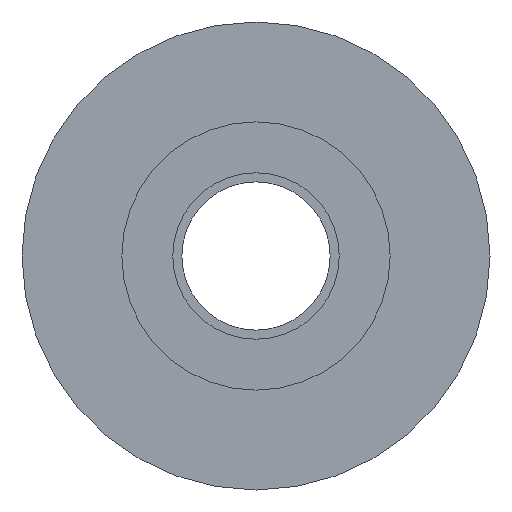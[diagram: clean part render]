
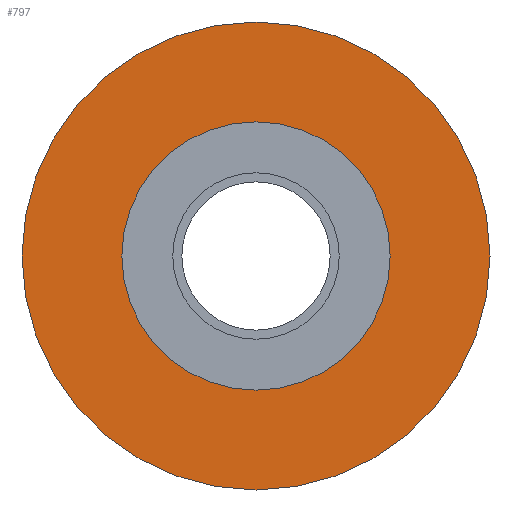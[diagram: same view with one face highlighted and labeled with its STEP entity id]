
A CAD part, front view. The second image highlights one B-rep face of the part: STEP entity #797.
In plain terms, the highlighted planar face has unit normal (0, -1, 0).
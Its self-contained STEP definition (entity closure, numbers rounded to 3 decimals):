
#102=FACE_BOUND('',#195,.T.);
#111=PLANE('',#936);
#136=FACE_OUTER_BOUND('',#194,.T.);
#194=EDGE_LOOP('',(#566,#567));
#195=EDGE_LOOP('',(#568,#569));
#308=CIRCLE('',#930,15.);
#309=CIRCLE('',#931,15.);
#310=CIRCLE('',#934,8.6);
#311=CIRCLE('',#935,8.6);
#356=VERTEX_POINT('',#1291);
#357=VERTEX_POINT('',#1293);
#358=VERTEX_POINT('',#1299);
#359=VERTEX_POINT('',#1301);
#430=EDGE_CURVE('',#356,#357,#308,.T.);
#431=EDGE_CURVE('',#357,#356,#309,.T.);
#434=EDGE_CURVE('',#359,#358,#310,.T.);
#435=EDGE_CURVE('',#358,#359,#311,.T.);
#566=ORIENTED_EDGE('',*,*,#431,.F.);
#567=ORIENTED_EDGE('',*,*,#430,.F.);
#568=ORIENTED_EDGE('',*,*,#434,.T.);
#569=ORIENTED_EDGE('',*,*,#435,.T.);
#797=ADVANCED_FACE('',(#136,#102),#111,.T.);
#930=AXIS2_PLACEMENT_3D('',#1294,#1053,#1054);
#931=AXIS2_PLACEMENT_3D('',#1295,#1055,#1056);
#934=AXIS2_PLACEMENT_3D('',#1302,#1063,#1064);
#935=AXIS2_PLACEMENT_3D('',#1303,#1065,#1066);
#936=AXIS2_PLACEMENT_3D('',#1304,#1067,#1068);
#1053=DIRECTION('center_axis',(0.,1.,0.));
#1054=DIRECTION('ref_axis',(1.,0.,0.));
#1055=DIRECTION('center_axis',(0.,1.,0.));
#1056=DIRECTION('ref_axis',(1.,0.,0.));
#1063=DIRECTION('center_axis',(0.,1.,0.));
#1064=DIRECTION('ref_axis',(1.,0.,0.));
#1065=DIRECTION('center_axis',(0.,1.,0.));
#1066=DIRECTION('ref_axis',(1.,0.,0.));
#1067=DIRECTION('center_axis',(0.,-1.,0.));
#1068=DIRECTION('ref_axis',(0.,0.,-1.));
#1291=CARTESIAN_POINT('',(15.,0.,0.));
#1293=CARTESIAN_POINT('',(-15.,0.,0.));
#1294=CARTESIAN_POINT('Origin',(0.,0.,0.));
#1295=CARTESIAN_POINT('Origin',(0.,0.,0.));
#1299=CARTESIAN_POINT('',(8.6,0.,0.));
#1301=CARTESIAN_POINT('',(-8.6,0.,0.));
#1302=CARTESIAN_POINT('Origin',(0.,0.,0.));
#1303=CARTESIAN_POINT('Origin',(0.,0.,0.));
#1304=CARTESIAN_POINT('Origin',(-15.,0.,0.));
